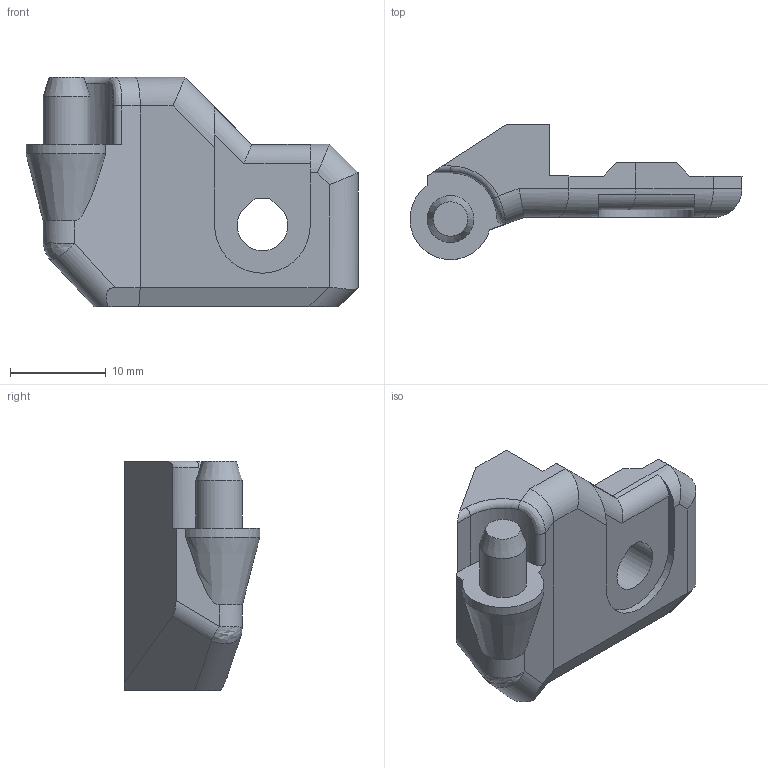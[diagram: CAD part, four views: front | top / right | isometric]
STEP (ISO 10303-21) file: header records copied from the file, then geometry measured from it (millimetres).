
FILE_DESCRIPTION(/* description */ (''),/* implementation_level */ '2;1');
FILE_NAME(/* name */ 'rambo_lid_lower_hinge.step',/* time_stamp */ '2017-12-14T11:54:57+01:00',/* author */ ('gregsaun'),/* organization */ (''),/* preprocessor_version */ 'ST-DEVELOPER v16.13',/* originating_system */ 'Autodesk Translation Framework v6.5.0.72',/* authorisation */ '');
FILE_SCHEMA (('AUTOMOTIVE_DESIGN { 1 0 10303 214 3 1 1 }'));
Length unit declared in the file: millimetre
Products named in the file (1): rambo_lid_lower_hinge
Bounding box: 34.73 x 14.13 x 24 mm (x, y, z)
Volume: 4033.6 mm3; surface area: 2224.3 mm2
Topology: 1 solids, 2 shells, 57 faces, 144 edges, 92 vertices
Faces by surface type: plane 32, cylinder 20, bspline 2, cone 2, torus 1
Full cylindrical faces by diameter (mm): 0.101 x1, 4.9 x1
Entity records: 1850 total; most frequent: CARTESIAN_POINT 417, DIRECTION 292, ORIENTED_EDGE 288, EDGE_CURVE 144, LINE 98, VECTOR 98, AXIS2_PLACEMENT_3D 97, VERTEX_POINT 92
